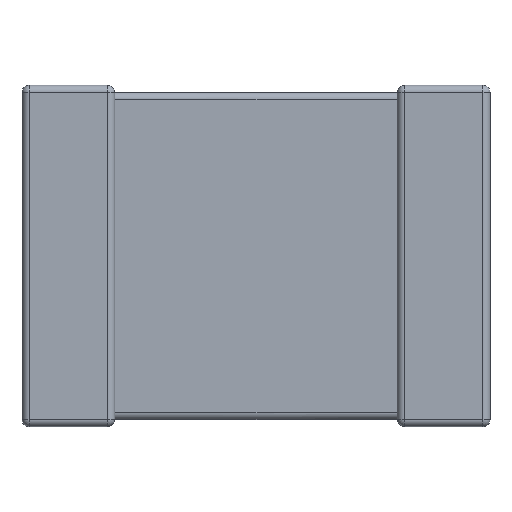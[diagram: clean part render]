
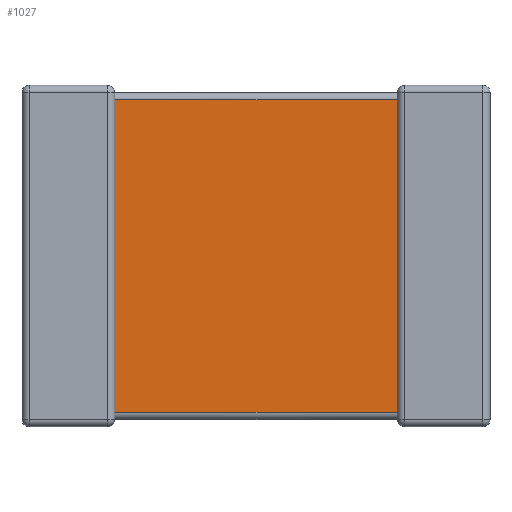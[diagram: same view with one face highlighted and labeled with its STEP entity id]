
A CAD part, front view. The second image highlights one B-rep face of the part: STEP entity #1027.
In plain terms, the highlighted planar face has unit normal (0, -1, 0).
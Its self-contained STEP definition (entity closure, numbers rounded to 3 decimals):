
#68 = CARTESIAN_POINT ( 'NONE',  ( 0.95, 0.073, -3.5 ) ) ;
#145 = DIRECTION ( 'NONE',  ( 0., 0., 1. ) ) ;
#185 = ORIENTED_EDGE ( 'NONE', *, *, #3560, .T. ) ;
#504 = FACE_OUTER_BOUND ( 'NONE', #3398, .T. ) ;
#597 = VECTOR ( 'NONE', #145, 1000. ) ;
#823 = LINE ( 'NONE', #1836, #1448 ) ;
#882 = LINE ( 'NONE', #1999, #4262 ) ;
#1027 = ADVANCED_FACE ( 'NONE', ( #504 ), #2704, .T. ) ;
#1394 = LINE ( 'NONE', #2126, #2306 ) ;
#1448 = VECTOR ( 'NONE', #4343, 1000. ) ;
#1570 = CARTESIAN_POINT ( 'NONE',  ( 3.85, 0.073, -3.354 ) ) ;
#1661 = CARTESIAN_POINT ( 'NONE',  ( 3.85, 0.073, -0.146 ) ) ;
#1836 = CARTESIAN_POINT ( 'NONE',  ( 0.95, 0.073, -0.146 ) ) ;
#1948 = CARTESIAN_POINT ( 'NONE',  ( 0.95, 0.073, -3.5 ) ) ;
#1999 = CARTESIAN_POINT ( 'NONE',  ( 3.85, 0.073, -3.354 ) ) ;
#2004 = VERTEX_POINT ( 'NONE', #1661 ) ;
#2046 = VERTEX_POINT ( 'NONE', #2690 ) ;
#2126 = CARTESIAN_POINT ( 'NONE',  ( 3.85, 0.073, -3.5 ) ) ;
#2306 = VECTOR ( 'NONE', #3124, 1000. ) ;
#2511 = ORIENTED_EDGE ( 'NONE', *, *, #4433, .T. ) ;
#2690 = CARTESIAN_POINT ( 'NONE',  ( 0.95, 0.073, -0.146 ) ) ;
#2704 = PLANE ( 'NONE',  #3574 ) ;
#3124 = DIRECTION ( 'NONE',  ( 0., 0., 1. ) ) ;
#3398 = EDGE_LOOP ( 'NONE', ( #3737, #3482, #185, #2511 ) ) ;
#3428 = DIRECTION ( 'NONE',  ( 1., 0., 0. ) ) ;
#3482 = ORIENTED_EDGE ( 'NONE', *, *, #3492, .T. ) ;
#3492 = EDGE_CURVE ( 'NONE', #4263, #3916, #882, .T. ) ;
#3560 = EDGE_CURVE ( 'NONE', #3916, #2004, #1394, .T. ) ;
#3574 = AXIS2_PLACEMENT_3D ( 'NONE', #68, #4035, #4437 ) ;
#3737 = ORIENTED_EDGE ( 'NONE', *, *, #4377, .F. ) ;
#3916 = VERTEX_POINT ( 'NONE', #1570 ) ;
#4035 = DIRECTION ( 'NONE',  ( 0., -1., 0. ) ) ;
#4105 = CARTESIAN_POINT ( 'NONE',  ( 0.95, 0.073, -3.354 ) ) ;
#4262 = VECTOR ( 'NONE', #3428, 1000. ) ;
#4263 = VERTEX_POINT ( 'NONE', #4105 ) ;
#4266 = LINE ( 'NONE', #1948, #597 ) ;
#4343 = DIRECTION ( 'NONE',  ( -1., 0., 0. ) ) ;
#4377 = EDGE_CURVE ( 'NONE', #4263, #2046, #4266, .T. ) ;
#4433 = EDGE_CURVE ( 'NONE', #2004, #2046, #823, .T. ) ;
#4437 = DIRECTION ( 'NONE',  ( 0., 0., -1. ) ) ;
